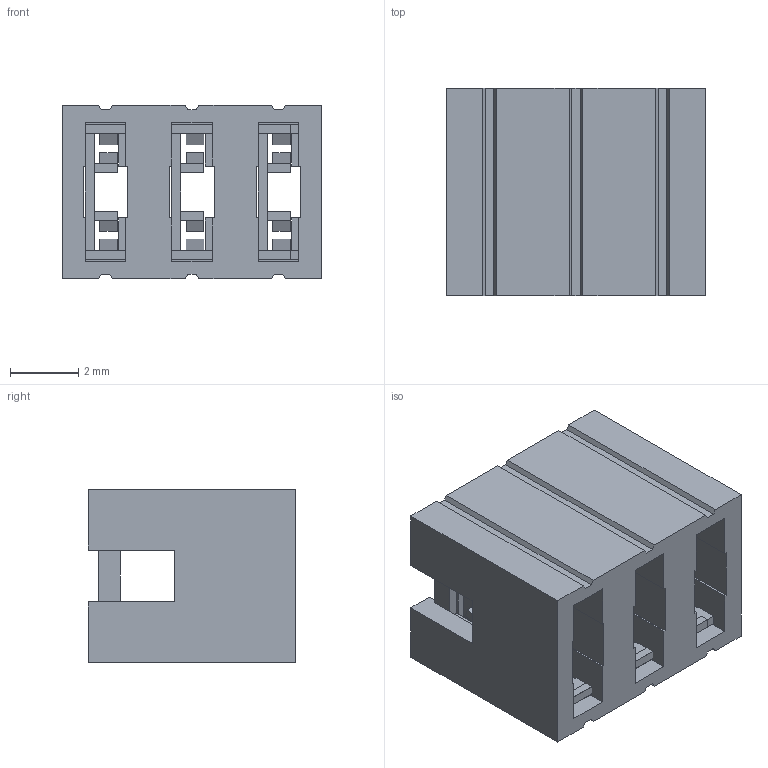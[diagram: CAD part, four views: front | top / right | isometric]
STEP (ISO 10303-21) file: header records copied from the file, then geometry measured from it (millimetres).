
FILE_DESCRIPTION(('CAx-IF Rec.Pracs.---Model Styling and Organization---1.5---2016-08-15','CAx-IF Rec.Pracs.---Geometric and Assembly Validation Properties---4.4---2016-08-17','CAx-IF Rec.Pracs.---User Defined Attributes---1.5---2016-08-15','CAx-IF Rec.Pracs.---External References---2.1---2005-01-19'),'2;1');
FILE_NAME('MNT-103-BK-x.step','2020-08-17T14:48:07',('Unspecified'),('Unspecified'),'CAD Exchanger 3.8.1 (cadexchanger.com)','Unspecified','');
FILE_SCHEMA(('AUTOMOTIVE_DESIGN { 1 0 10303 214 1 1 1 1 }'));
Length unit declared in the file: millimetre
Products named in the file (4): MNT-103-BK-G; _MNT-03-BK-G_t; _MNT-03-BK-G_p1; _MNT-03-BK-G_p2
Assembly tree (3 placements, depth 2):
  MNT-103-BK-G
    _MNT-03-BK-G_t
    _MNT-03-BK-G_p1
    _MNT-03-BK-G_p2
Bounding box: 7.62 x 6.1 x 5.08 mm (x, y, z)
Volume: 149.9 mm3; surface area: 610 mm2
Topology: 3 solids, 3 shells, 373 faces, 1116 edges, 744 vertices
Faces by surface type: plane 343, cylinder 30
Entity records: 15153 total; most frequent: CARTESIAN_POINT 2237, ORIENTED_EDGE 2232, DIRECTION 1930, EDGE_CURVE 1116, LINE 1056, VECTOR 1056, VERTEX_POINT 744, AXIS2_PLACEMENT_3D 437
